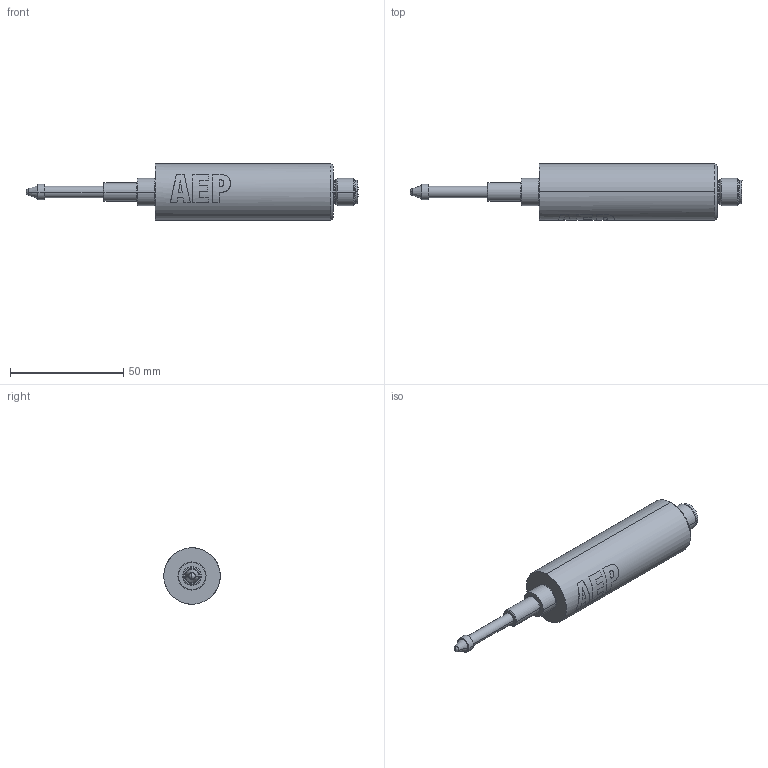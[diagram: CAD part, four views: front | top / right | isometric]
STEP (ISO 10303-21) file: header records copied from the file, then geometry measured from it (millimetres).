
FILE_DESCRIPTION(('STEP AP214'),'1');
FILE_NAME('LDT 25mm.stp','2015-05-18T13:10:47',(' '),(' '),'Spatial InterOp 3D',' ',' ');
FILE_SCHEMA(('automotive_design'));
Length unit declared in the file: metre
Products named in the file (1): Housing
Bounding box: 146.9 x 25 x 25 mm (x, y, z)
Volume: 41648 mm3; surface area: 9183.2 mm2
Topology: 1 solids, 1 shells, 121 faces, 290 edges, 188 vertices
Faces by surface type: plane 46, cylinder 38, torus 16, cone 10, bspline 9, sphere 2
Entity records: 4812 total; most frequent: CARTESIAN_POINT 889, DIRECTION 667, ORIENTED_EDGE 580, EDGE_CURVE 290, AXIS2_PLACEMENT_3D 274, VERTEX_POINT 188, CIRCLE 153, EDGE_LOOP 138
